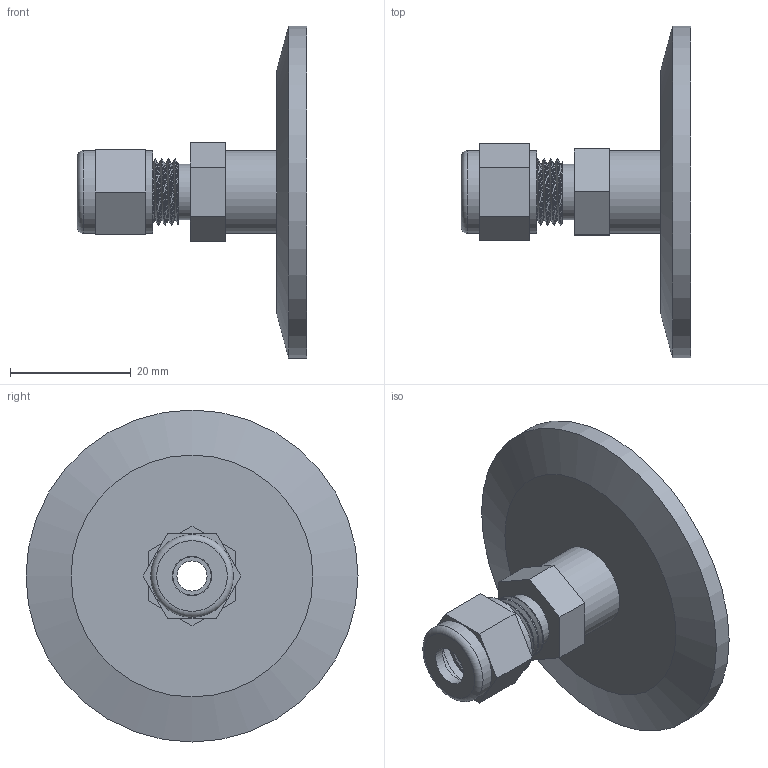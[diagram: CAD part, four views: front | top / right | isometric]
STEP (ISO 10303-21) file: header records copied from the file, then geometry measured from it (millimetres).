
FILE_DESCRIPTION (( 'STEP AP214' ), '1' );
FILE_NAME ('1KF40DB1-4FULLVAC.STEP', '2025-06-26T11:35:03', ( '' ), ( '' ), 'SwSTEP 2.0', 'SolidWorks 2017', '' );
FILE_SCHEMA (( 'AUTOMOTIVE_DESIGN' ));
Length unit declared in the file: millimetre
Products named in the file (4): 1KF40DB1-4FULLVAC; SWAG1-4ECROU; SWABS1KF40; SWAG1-4ASOUDER
Assembly tree (3 placements, depth 2):
  1KF40DB1-4FULLVAC
    SWAG1-4ASOUDER
    SWAG1-4ECROU
    SWABS1KF40
Bounding box: 38 x 55 x 55 mm (x, y, z)
Volume: 12258.8 mm3; surface area: 9482.8 mm2
Topology: 3 solids, 3 shells, 66 faces, 136 edges, 90 vertices
Faces by surface type: plane 32, cylinder 16, bspline 10, cone 7, torus 1
Full cylindrical faces by diameter (mm): 5 x1, 6.35 x1, 6.5 x1, 7.2 x1, 9.24 x1, 9.3 x1, 9.35 x1, 10 x1, 11.6 x1, 13.7 x4, 31.5 x1, 41.2 x1, 55 x1
Entity records: 7000 total; most frequent: CARTESIAN_POINT 5653, DIRECTION 236, ORIENTED_EDGE 210, EDGE_LOOP 108, EDGE_CURVE 105, AXIS2_PLACEMENT_3D 100, VERTEX_POINT 83, FACE_OUTER_BOUND 82
